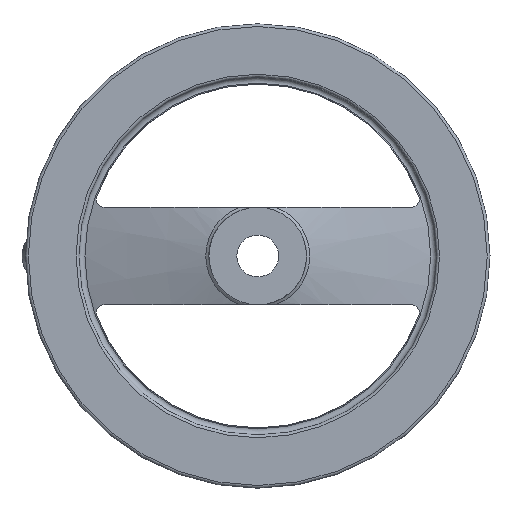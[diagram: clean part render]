
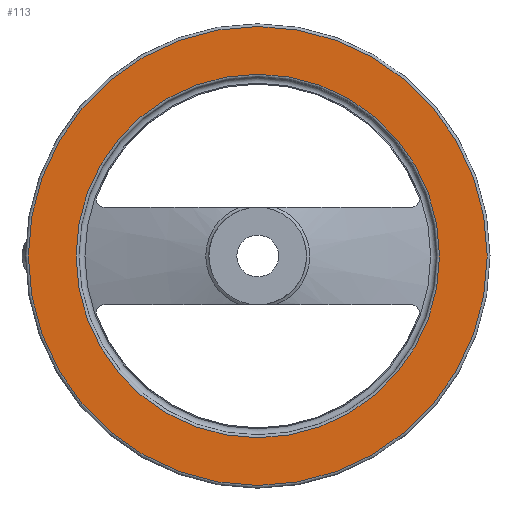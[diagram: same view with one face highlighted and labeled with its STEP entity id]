
A CAD part, left-side view. The second image highlights one B-rep face of the part: STEP entity #113.
In plain terms, the highlighted planar face has unit normal (-1, 0, 0).
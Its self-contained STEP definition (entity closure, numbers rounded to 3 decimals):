
#113 = ADVANCED_FACE( '', ( #242, #243 ), #244, .F. );
#242 = FACE_OUTER_BOUND( '', #370, .T. );
#243 = FACE_BOUND( '', #371, .T. );
#244 = PLANE( '', #372 );
#370 = EDGE_LOOP( '', ( #651 ) );
#371 = EDGE_LOOP( '', ( #652 ) );
#372 = AXIS2_PLACEMENT_3D( '', #653, #654, #655 );
#651 = ORIENTED_EDGE( '', *, *, #757, .F. );
#652 = ORIENTED_EDGE( '', *, *, #770, .T. );
#653 = CARTESIAN_POINT( '', ( 22.8, 78.25, 0. ) );
#654 = DIRECTION( '', ( 1., 0., 0. ) );
#655 = DIRECTION( '', ( 0., 0., -1. ) );
#757 = EDGE_CURVE( '', #896, #896, #897, .T. );
#770 = EDGE_CURVE( '', #913, #913, #914, .T. );
#896 = VERTEX_POINT( '', #1360 );
#897 = CIRCLE( '', #1361, 98.8 );
#913 = VERTEX_POINT( '', #1384 );
#914 = CIRCLE( '', #1385, 78.25 );
#1360 = CARTESIAN_POINT( '', ( 22.8, 0., -98.8 ) );
#1361 = AXIS2_PLACEMENT_3D( '', #1473, #1474, #1475 );
#1384 = CARTESIAN_POINT( '', ( 22.8, 0., -78.25 ) );
#1385 = AXIS2_PLACEMENT_3D( '', #1488, #1489, #1490 );
#1473 = CARTESIAN_POINT( '', ( 22.8, 0., 0. ) );
#1474 = DIRECTION( '', ( 1., 0., 0. ) );
#1475 = DIRECTION( '', ( 0., 0., -1. ) );
#1488 = CARTESIAN_POINT( '', ( 22.8, 0., 0. ) );
#1489 = DIRECTION( '', ( 1., 0., 0. ) );
#1490 = DIRECTION( '', ( 0., 0., -1. ) );
